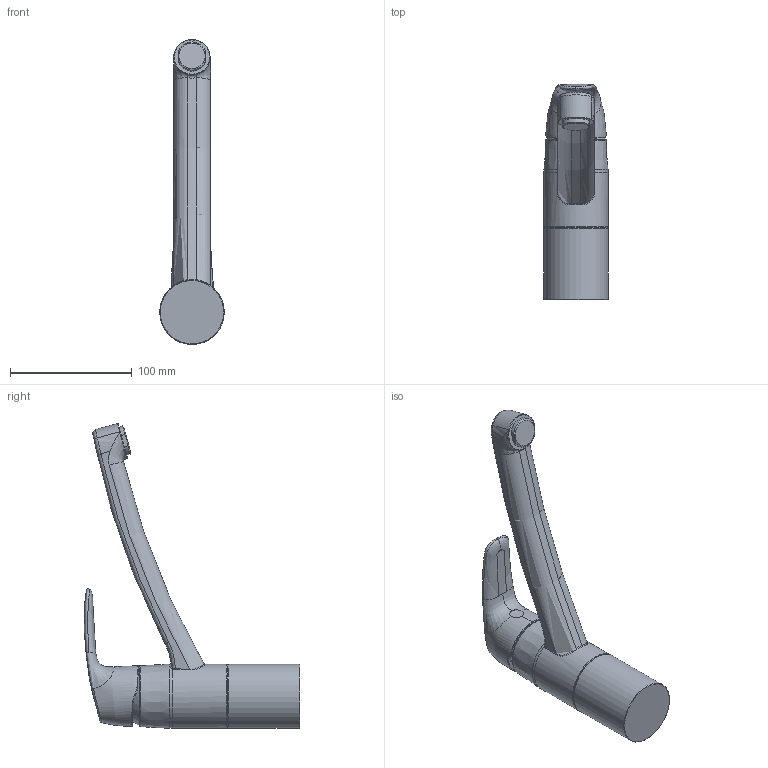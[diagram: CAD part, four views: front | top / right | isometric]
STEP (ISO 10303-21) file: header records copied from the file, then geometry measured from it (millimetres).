
FILE_DESCRIPTION (( 'STEP AP203' ), '1' );
FILE_NAME ('450822830037.STEP', '2017-03-09T05:53:35', ( '' ), ( '' ), 'SwSTEP 2.0', 'SolidWorks 2016', '' );
FILE_SCHEMA (( 'CONFIG_CONTROL_DESIGN' ));
Length unit declared in the file: millimetre
Products named in the file (1): 450822830037
Bounding box: 53 x 177.35 x 250.87 mm (x, y, z)
Volume: 485374.9 mm3; surface area: 54460.9 mm2
Topology: 1 solids, 1 shells, 93 faces, 226 edges, 137 vertices
Faces by surface type: bspline 55, torus 14, cylinder 12, plane 10, cone 2
Full cylindrical faces by diameter (mm): 52.2 x1, 53 x2
Entity records: 13157 total; most frequent: CARTESIAN_POINT 11468, ORIENTED_EDGE 412, EDGE_CURVE 206, DIRECTION 190, B_SPLINE_CURVE_WITH_KNOTS 138, VERTEX_POINT 129, EDGE_LOOP 107, FACE_OUTER_BOUND 103
